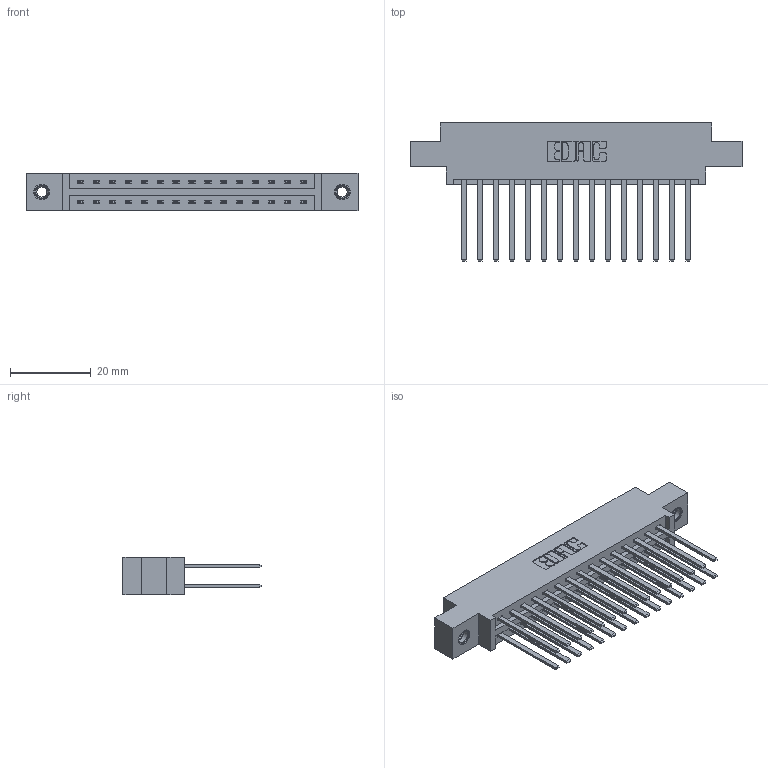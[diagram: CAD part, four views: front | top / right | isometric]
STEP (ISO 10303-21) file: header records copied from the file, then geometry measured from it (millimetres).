
FILE_DESCRIPTION (( 'STEP AP203' ), '1' );
FILE_NAME ('337-030-544-807.STEP', '2019-10-10T23:55:05', ( '' ), ( '' ), 'SwSTEP 2.0', 'SolidWorks 2016', '' );
FILE_SCHEMA (( 'CONFIG_CONTROL_DESIGN' ));
Length unit declared in the file: inch
Products named in the file (4): 337-030-544-807; 345-292-001_345-293-144; 345-250-001_345-250-005-103; 337 Part_0.170 Offset - 0.156 Dia-TI
Assembly tree (33 placements, depth 2):
  337-030-544-807
    337 Part_0.170 Offset - 0.156 Dia-TI
    345-292-001_345-293-144  x30
    345-250-001_345-250-005-103  x2
Bounding box: 82.45 x 34.3 x 9.4 mm (x, y, z)
Volume: 8619.2 mm3; surface area: 10999.3 mm2
Topology: 33 solids, 33 shells, 1618 faces, 4749 edges, 3118 vertices
Faces by surface type: plane 1126, cylinder 476, cone 12, torus 4
Entity records: 16256 total; most frequent: CARTESIAN_POINT 2741, ORIENTED_EDGE 2670, DIRECTION 2409, EDGE_CURVE 1335, VECTOR 1191, LINE 1191, VERTEX_POINT 884, AXIS2_PLACEMENT_3D 609
